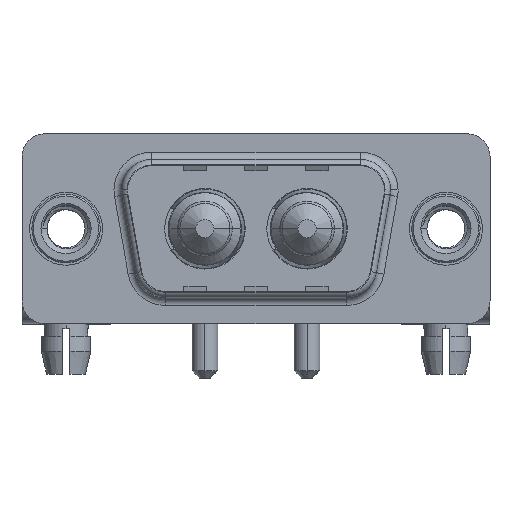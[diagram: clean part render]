
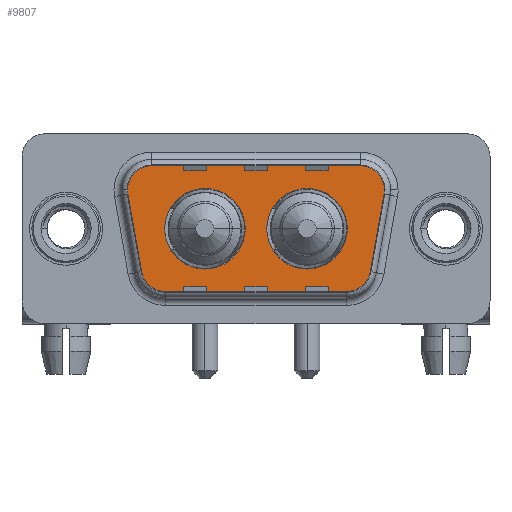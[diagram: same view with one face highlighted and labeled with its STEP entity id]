
A CAD part, top view. The second image highlights one B-rep face of the part: STEP entity #9807.
In plain terms, the highlighted planar face has unit normal (0, 0, 1).
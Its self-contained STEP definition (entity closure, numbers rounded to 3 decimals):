
#103 = EDGE_CURVE ( 'NONE', #312, #15513, #10605, .T. ) ;
#222 = VERTEX_POINT ( 'NONE', #8168 ) ;
#258 = CARTESIAN_POINT ( 'NONE',  ( 6.49, 0., 0. ) ) ;
#306 = CARTESIAN_POINT ( 'NONE',  ( 5.436, 2.9, 0. ) ) ;
#312 = VERTEX_POINT ( 'NONE', #7287 ) ;
#578 = CIRCLE ( 'NONE', #2612, 2.65 ) ;
#591 = CARTESIAN_POINT ( 'NONE',  ( 13.21, 0., 0. ) ) ;
#630 = DIRECTION ( 'NONE',  ( 1., 0., 0. ) ) ;
#724 = ORIENTED_EDGE ( 'NONE', *, *, #11316, .T. ) ;
#1067 = ORIENTED_EDGE ( 'NONE', *, *, #9861, .T. ) ;
#1155 = DIRECTION ( 'NONE',  ( -1., 0., 0. ) ) ;
#1291 = ORIENTED_EDGE ( 'NONE', *, *, #14818, .F. ) ;
#1403 = EDGE_LOOP ( 'NONE', ( #1426, #1291 ) ) ;
#1422 = EDGE_CURVE ( 'NONE', #12049, #222, #3827, .T. ) ;
#1426 = ORIENTED_EDGE ( 'NONE', *, *, #13375, .F. ) ;
#1503 = EDGE_CURVE ( 'NONE', #9774, #4544, #10166, .T. ) ;
#1817 = CARTESIAN_POINT ( 'NONE',  ( 5.436, 4.9, 0. ) ) ;
#2179 = DIRECTION ( 'NONE',  ( 1., 0., 0. ) ) ;
#2268 = DIRECTION ( 'NONE',  ( 0.174, 0.985, 0. ) ) ;
#2329 = LINE ( 'NONE', #9859, #12218 ) ;
#2338 = AXIS2_PLACEMENT_3D ( 'NONE', #8688, #9633, #1155 ) ;
#2359 = ORIENTED_EDGE ( 'NONE', *, *, #1503, .T. ) ;
#2612 = AXIS2_PLACEMENT_3D ( 'NONE', #6000, #9946, #8602 ) ;
#2670 = DIRECTION ( 'NONE',  ( 1., 0., 0. ) ) ;
#2795 = CIRCLE ( 'NONE', #3797, 2.65 ) ;
#3100 = LINE ( 'NONE', #1817, #9453 ) ;
#3113 = VERTEX_POINT ( 'NONE', #8475 ) ;
#3229 = CARTESIAN_POINT ( 'NONE',  ( 18.541, -2.9, 0. ) ) ;
#3294 = CARTESIAN_POINT ( 'NONE',  ( 9.14, 0., 0. ) ) ;
#3298 = FACE_BOUND ( 'NONE', #13842, .T. ) ;
#3368 = CARTESIAN_POINT ( 'NONE',  ( 5.436, 4.9, 0. ) ) ;
#3458 = CARTESIAN_POINT ( 'NONE',  ( 18.541, -4.9, 0. ) ) ;
#3605 = ORIENTED_EDGE ( 'NONE', *, *, #4390, .F. ) ;
#3703 = CARTESIAN_POINT ( 'NONE',  ( 3.466, 2.553, 0. ) ) ;
#3767 = AXIS2_PLACEMENT_3D ( 'NONE', #8885, #13726, #11197 ) ;
#3797 = AXIS2_PLACEMENT_3D ( 'NONE', #3294, #8124, #12964 ) ;
#3827 = CIRCLE ( 'NONE', #5620, 2. ) ;
#3961 = DIRECTION ( 'NONE',  ( 0., 0., 1. ) ) ;
#4125 = DIRECTION ( 'NONE',  ( -1., 0., 0. ) ) ;
#4270 = EDGE_CURVE ( 'NONE', #7220, #7806, #10712, .T. ) ;
#4293 = VECTOR ( 'NONE', #2268, 1000. ) ;
#4378 = EDGE_LOOP ( 'NONE', ( #2359, #11847, #13095, #8891, #724, #13051, #9094, #4566, #1067 ) ) ;
#4390 = EDGE_CURVE ( 'NONE', #14857, #3113, #578, .T. ) ;
#4544 = VERTEX_POINT ( 'NONE', #5516 ) ;
#4557 = FACE_OUTER_BOUND ( 'NONE', #4378, .T. ) ;
#4566 = ORIENTED_EDGE ( 'NONE', *, *, #103, .T. ) ;
#4581 = DIRECTION ( 'NONE',  ( 1., 0., 0. ) ) ;
#5260 = CARTESIAN_POINT ( 'NONE',  ( 21.564, 2.9, 0. ) ) ;
#5516 = CARTESIAN_POINT ( 'NONE',  ( 20.511, -3.247, 0. ) ) ;
#5620 = AXIS2_PLACEMENT_3D ( 'NONE', #306, #3961, #630 ) ;
#5931 = DIRECTION ( 'NONE',  ( 0.174, -0.985, 0. ) ) ;
#6000 = CARTESIAN_POINT ( 'NONE',  ( 15.86, 0., 0. ) ) ;
#6066 = DIRECTION ( 'NONE',  ( 1., 0., 0. ) ) ;
#6348 = AXIS2_PLACEMENT_3D ( 'NONE', #11092, #7591, #12525 ) ;
#6542 = EDGE_CURVE ( 'NONE', #222, #312, #9561, .T. ) ;
#6607 = CIRCLE ( 'NONE', #6348, 2. ) ;
#6648 = CARTESIAN_POINT ( 'NONE',  ( 15.86, 0., 0. ) ) ;
#6701 = VECTOR ( 'NONE', #5931, 1000. ) ;
#6990 = CARTESIAN_POINT ( 'NONE',  ( 6.459, -4.9, 0. ) ) ;
#7220 = VERTEX_POINT ( 'NONE', #5260 ) ;
#7287 = CARTESIAN_POINT ( 'NONE',  ( 4.489, -3.247, 0. ) ) ;
#7591 = DIRECTION ( 'NONE',  ( 0., 0., 1. ) ) ;
#7765 = EDGE_CURVE ( 'NONE', #3113, #14857, #14789, .T. ) ;
#7806 = VERTEX_POINT ( 'NONE', #8236 ) ;
#8058 = DIRECTION ( 'NONE',  ( 0., 0., 1. ) ) ;
#8124 = DIRECTION ( 'NONE',  ( 0., 0., 1. ) ) ;
#8168 = CARTESIAN_POINT ( 'NONE',  ( 3.466, 2.553, 0. ) ) ;
#8236 = CARTESIAN_POINT ( 'NONE',  ( 19.564, 4.9, 0. ) ) ;
#8303 = LINE ( 'NONE', #13139, #4293 ) ;
#8475 = CARTESIAN_POINT ( 'NONE',  ( 18.51, 0., 0. ) ) ;
#8602 = DIRECTION ( 'NONE',  ( 1., 0., 0. ) ) ;
#8688 = CARTESIAN_POINT ( 'NONE',  ( 19.564, 2.9, 0. ) ) ;
#8821 = AXIS2_PLACEMENT_3D ( 'NONE', #13529, #12423, #2670 ) ;
#8885 = CARTESIAN_POINT ( 'NONE',  ( 6.459, -2.9, 0. ) ) ;
#8891 = ORIENTED_EDGE ( 'NONE', *, *, #4270, .T. ) ;
#9094 = ORIENTED_EDGE ( 'NONE', *, *, #6542, .T. ) ;
#9106 = DIRECTION ( 'NONE',  ( 1., 0., 0. ) ) ;
#9453 = VECTOR ( 'NONE', #4125, 1000. ) ;
#9561 = LINE ( 'NONE', #3703, #6701 ) ;
#9633 = DIRECTION ( 'NONE',  ( 0., 0., 1. ) ) ;
#9774 = VERTEX_POINT ( 'NONE', #3458 ) ;
#9807 = ADVANCED_FACE ( 'NONE', ( #3298, #15504, #4557 ), #10436, .T. ) ;
#9859 = CARTESIAN_POINT ( 'NONE',  ( 6.459, -4.9, 0. ) ) ;
#9861 = EDGE_CURVE ( 'NONE', #15513, #9774, #2329, .T. ) ;
#9946 = DIRECTION ( 'NONE',  ( 0., 0., 1. ) ) ;
#9971 = AXIS2_PLACEMENT_3D ( 'NONE', #6648, #10304, #9106 ) ;
#10166 = CIRCLE ( 'NONE', #12207, 2. ) ;
#10304 = DIRECTION ( 'NONE',  ( 0., 0., 1. ) ) ;
#10436 = PLANE ( 'NONE',  #14227 ) ;
#10461 = DIRECTION ( 'NONE',  ( 0., 0., 1. ) ) ;
#10605 = CIRCLE ( 'NONE', #3767, 2. ) ;
#10712 = CIRCLE ( 'NONE', #2338, 2. ) ;
#11092 = CARTESIAN_POINT ( 'NONE',  ( 19.564, 2.9, 0. ) ) ;
#11197 = DIRECTION ( 'NONE',  ( -1., 0., 0. ) ) ;
#11316 = EDGE_CURVE ( 'NONE', #7806, #12049, #3100, .T. ) ;
#11847 = ORIENTED_EDGE ( 'NONE', *, *, #12952, .T. ) ;
#12007 = CARTESIAN_POINT ( 'NONE',  ( 11.79, 0., 0. ) ) ;
#12049 = VERTEX_POINT ( 'NONE', #3368 ) ;
#12207 = AXIS2_PLACEMENT_3D ( 'NONE', #15450, #10461, #4581 ) ;
#12218 = VECTOR ( 'NONE', #6066, 1000. ) ;
#12423 = DIRECTION ( 'NONE',  ( 0., 0., 1. ) ) ;
#12525 = DIRECTION ( 'NONE',  ( -1., 0., 0. ) ) ;
#12952 = EDGE_CURVE ( 'NONE', #4544, #13297, #8303, .T. ) ;
#12964 = DIRECTION ( 'NONE',  ( 1., 0., 0. ) ) ;
#13051 = ORIENTED_EDGE ( 'NONE', *, *, #1422, .T. ) ;
#13095 = ORIENTED_EDGE ( 'NONE', *, *, #14297, .T. ) ;
#13139 = CARTESIAN_POINT ( 'NONE',  ( 21.534, 2.553, 0. ) ) ;
#13297 = VERTEX_POINT ( 'NONE', #14321 ) ;
#13375 = EDGE_CURVE ( 'NONE', #15164, #13632, #2795, .T. ) ;
#13385 = ORIENTED_EDGE ( 'NONE', *, *, #7765, .F. ) ;
#13388 = CIRCLE ( 'NONE', #8821, 2.65 ) ;
#13529 = CARTESIAN_POINT ( 'NONE',  ( 9.14, 0., 0. ) ) ;
#13632 = VERTEX_POINT ( 'NONE', #258 ) ;
#13726 = DIRECTION ( 'NONE',  ( 0., 0., 1. ) ) ;
#13842 = EDGE_LOOP ( 'NONE', ( #13385, #3605 ) ) ;
#14227 = AXIS2_PLACEMENT_3D ( 'NONE', #3229, #8058, #2179 ) ;
#14297 = EDGE_CURVE ( 'NONE', #13297, #7220, #6607, .T. ) ;
#14321 = CARTESIAN_POINT ( 'NONE',  ( 21.534, 2.553, 0. ) ) ;
#14789 = CIRCLE ( 'NONE', #9971, 2.65 ) ;
#14818 = EDGE_CURVE ( 'NONE', #13632, #15164, #13388, .T. ) ;
#14857 = VERTEX_POINT ( 'NONE', #591 ) ;
#15164 = VERTEX_POINT ( 'NONE', #12007 ) ;
#15450 = CARTESIAN_POINT ( 'NONE',  ( 18.541, -2.9, 0. ) ) ;
#15504 = FACE_BOUND ( 'NONE', #1403, .T. ) ;
#15513 = VERTEX_POINT ( 'NONE', #6990 ) ;
